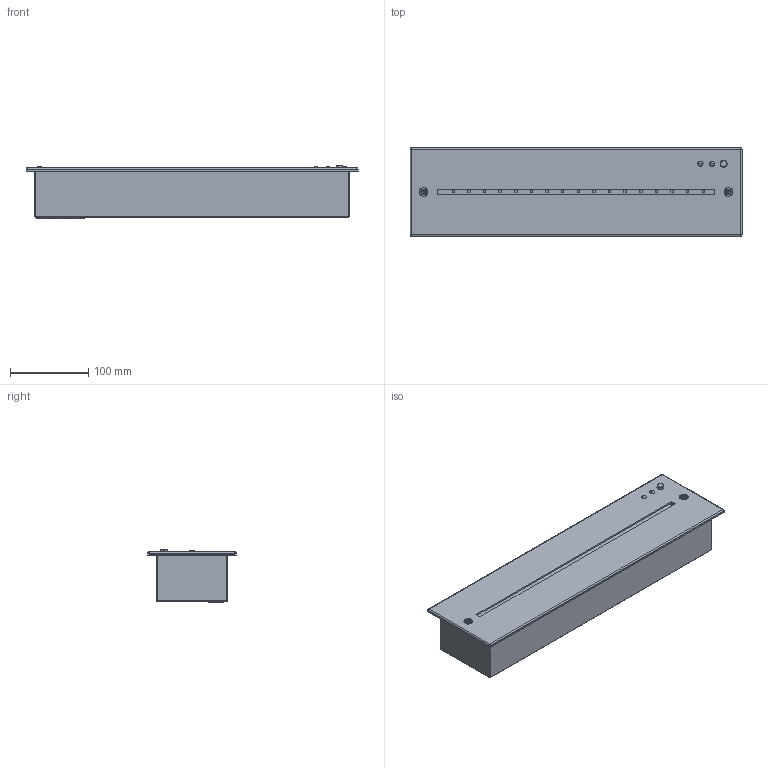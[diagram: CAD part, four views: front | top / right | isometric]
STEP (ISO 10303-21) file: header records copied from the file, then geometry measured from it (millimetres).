
FILE_DESCRIPTION('');
FILE_NAME('');
FILE_SCHEMA(('CONFIG_CONTROL_DESIGN'));
Length unit declared in the file: millimetre
Products named in the file (1): EN10031052
Bounding box: 425 x 113 x 68.5 mm (x, y, z)
Volume: 2095869.1 mm3; surface area: 313204.2 mm2
Topology: 11 solids, 11 shells, 297 faces, 668 edges, 414 vertices
Faces by surface type: plane 175, cylinder 76, torus 26, sphere 12, revolution 4, cone 4
Entity records: 7760 total; most frequent: CARTESIAN_POINT 1377, ORIENTED_EDGE 1312, DIRECTION 1144, EDGE_CURVE 656, AXIS2_PLACEMENT_3D 455, VECTOR 440, LINE 440, VERTEX_POINT 414
